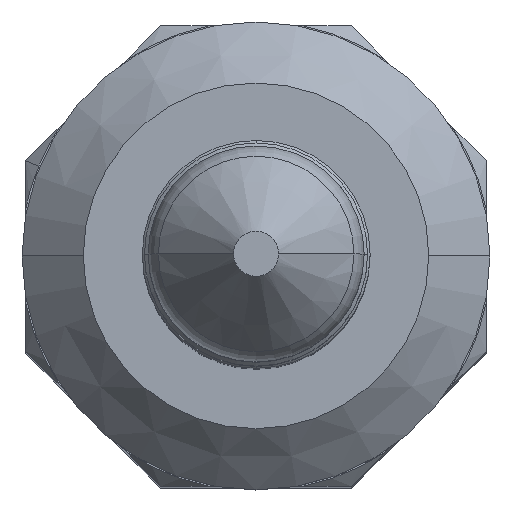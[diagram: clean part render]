
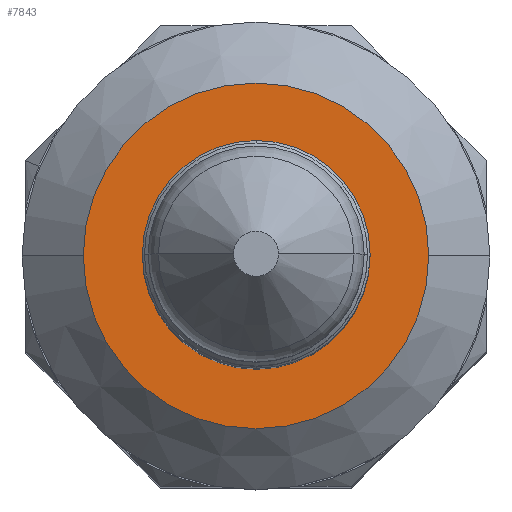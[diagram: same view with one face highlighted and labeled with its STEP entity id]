
A CAD part, top view. The second image highlights one B-rep face of the part: STEP entity #7843.
In plain terms, the highlighted planar face has unit normal (0, 0, 1).
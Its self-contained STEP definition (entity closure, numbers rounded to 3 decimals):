
#78 = CARTESIAN_POINT ( 'NONE',  ( 0.006, 3.179, 2.4 ) ) ;
#739 = VERTEX_POINT ( 'NONE', #13434 ) ;
#929 = DIRECTION ( 'NONE',  ( 0., -1., 0. ) ) ;
#1357 = EDGE_CURVE ( 'NONE', #5687, #13661, #1447, .T. ) ;
#1413 = EDGE_CURVE ( 'NONE', #739, #3119, #9856, .T. ) ;
#1447 = CIRCLE ( 'NONE', #9173, 3.165 ) ;
#1678 = DIRECTION ( 'NONE',  ( 0., 0., 1. ) ) ;
#1977 = DIRECTION ( 'NONE',  ( 0., 0., -1. ) ) ;
#2040 = CARTESIAN_POINT ( 'NONE',  ( 0.006, 0.014, 2.4 ) ) ;
#2068 = DIRECTION ( 'NONE',  ( -1., 0., 0. ) ) ;
#2749 = CARTESIAN_POINT ( 'NONE',  ( 4.8, 0., 2.4 ) ) ;
#2773 = AXIS2_PLACEMENT_3D ( 'NONE', #7191, #2978, #4145 ) ;
#2776 = DIRECTION ( 'NONE',  ( 0., -1., 0. ) ) ;
#2978 = DIRECTION ( 'NONE',  ( 0., 0., -1. ) ) ;
#3119 = VERTEX_POINT ( 'NONE', #2749 ) ;
#4145 = DIRECTION ( 'NONE',  ( -1., 0., 0. ) ) ;
#4858 = CARTESIAN_POINT ( 'NONE',  ( 0., 0., 2.4 ) ) ;
#5042 = CARTESIAN_POINT ( 'NONE',  ( 0.006, 0.014, 2.4 ) ) ;
#5413 = ORIENTED_EDGE ( 'NONE', *, *, #1357, .T. ) ;
#5687 = VERTEX_POINT ( 'NONE', #78 ) ;
#6089 = CIRCLE ( 'NONE', #2773, 4.8 ) ;
#6176 = EDGE_LOOP ( 'NONE', ( #11071, #13266 ) ) ;
#7191 = CARTESIAN_POINT ( 'NONE',  ( 0., 0., 2.4 ) ) ;
#7334 = EDGE_LOOP ( 'NONE', ( #11063, #5413 ) ) ;
#7406 = CARTESIAN_POINT ( 'NONE',  ( 0., 0., 2.4 ) ) ;
#7843 = ADVANCED_FACE ( 'NONE', ( #13410, #12087 ), #12288, .T. ) ;
#7853 = AXIS2_PLACEMENT_3D ( 'NONE', #4858, #1678, #10202 ) ;
#8026 = DIRECTION ( 'NONE',  ( 0., 0., -1. ) ) ;
#8303 = EDGE_CURVE ( 'NONE', #3119, #739, #6089, .T. ) ;
#8355 = CARTESIAN_POINT ( 'NONE',  ( 0.006, -3.151, 2.4 ) ) ;
#8502 = AXIS2_PLACEMENT_3D ( 'NONE', #2040, #1977, #929 ) ;
#9173 = AXIS2_PLACEMENT_3D ( 'NONE', #5042, #8026, #2776 ) ;
#9856 = CIRCLE ( 'NONE', #10088, 4.8 ) ;
#10088 = AXIS2_PLACEMENT_3D ( 'NONE', #7406, #10608, #2068 ) ;
#10202 = DIRECTION ( 'NONE',  ( 1., 0., 0. ) ) ;
#10608 = DIRECTION ( 'NONE',  ( 0., 0., -1. ) ) ;
#11030 = EDGE_CURVE ( 'NONE', #13661, #5687, #11835, .T. ) ;
#11063 = ORIENTED_EDGE ( 'NONE', *, *, #11030, .T. ) ;
#11071 = ORIENTED_EDGE ( 'NONE', *, *, #1413, .F. ) ;
#11835 = CIRCLE ( 'NONE', #8502, 3.165 ) ;
#12087 = FACE_OUTER_BOUND ( 'NONE', #6176, .T. ) ;
#12288 = PLANE ( 'NONE',  #7853 ) ;
#13266 = ORIENTED_EDGE ( 'NONE', *, *, #8303, .F. ) ;
#13410 = FACE_BOUND ( 'NONE', #7334, .T. ) ;
#13434 = CARTESIAN_POINT ( 'NONE',  ( -4.8, 0., 2.4 ) ) ;
#13661 = VERTEX_POINT ( 'NONE', #8355 ) ;
